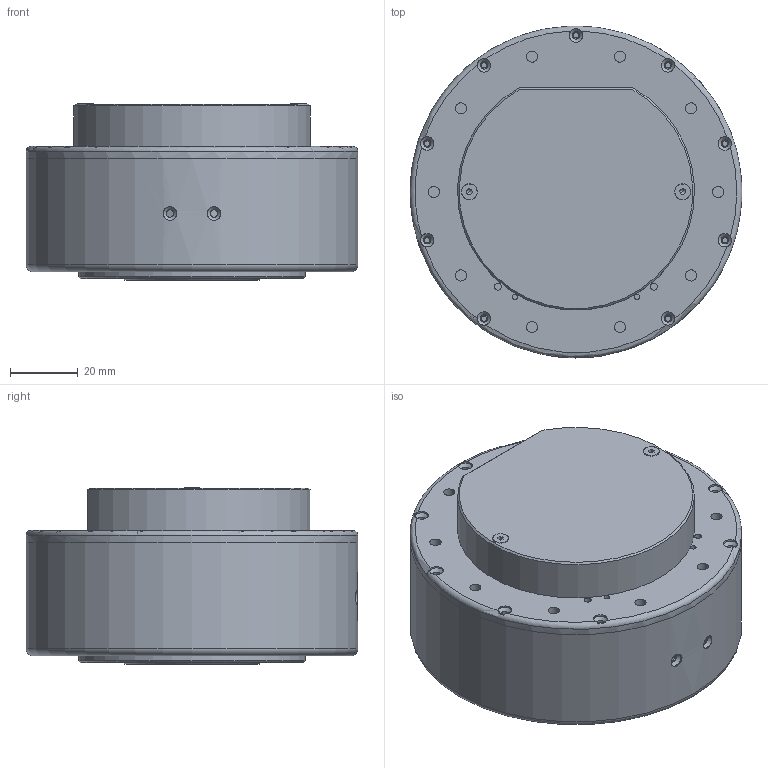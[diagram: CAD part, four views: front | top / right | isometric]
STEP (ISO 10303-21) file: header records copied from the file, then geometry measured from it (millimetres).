
FILE_DESCRIPTION(/* description */ (''),/* implementation_level */ '2;1');
FILE_NAME(/* name */ 'X8-H-pro.stp',/* time_stamp */ '2022-04-28T15:40:54+08:00',/* author */ (''),/* organization */ (''),/* preprocessor_version */ 'ST-DEVELOPER v16.7',/* originating_system */ 'SIEMENS PLM Software NX 12.0',/* authorisation */ '');
FILE_SCHEMA (('AUTOMOTIVE_DESIGN { 1 0 10303 214 3 1 1 1 }'));
Length unit declared in the file: millimetre
Products named in the file (1): Admi1B10C54B1gv2
Bounding box: 98 x 98 x 52.1 mm (x, y, z)
Volume: 93693.8 mm3; surface area: 75229.2 mm2
Topology: 8 solids, 8 shells, 575 faces, 1429 edges, 921 vertices
Faces by surface type: cylinder 294, plane 182, cone 77, bspline 12, torus 10
Full cylindrical faces by diameter (mm): 1.6 x6, 1.65 x4, 2.05 x8, 2.2 x11, 2.6 x6, 3 x1, 3.3 x12, 4 x9, 5.3 x6, 6 x1, 10 x1, 12 x2, 16 x1, 28 x1, 40 x1, 42 x1, 47 x1, 67 x1, 98 x2
Entity records: 18605 total; most frequent: CARTESIAN_POINT 4233, DIRECTION 3079, ORIENTED_EDGE 2596, EDGE_CURVE 1298, AXIS2_PLACEMENT_3D 1291, VERTEX_POINT 887, EDGE_LOOP 803, CIRCLE 712
